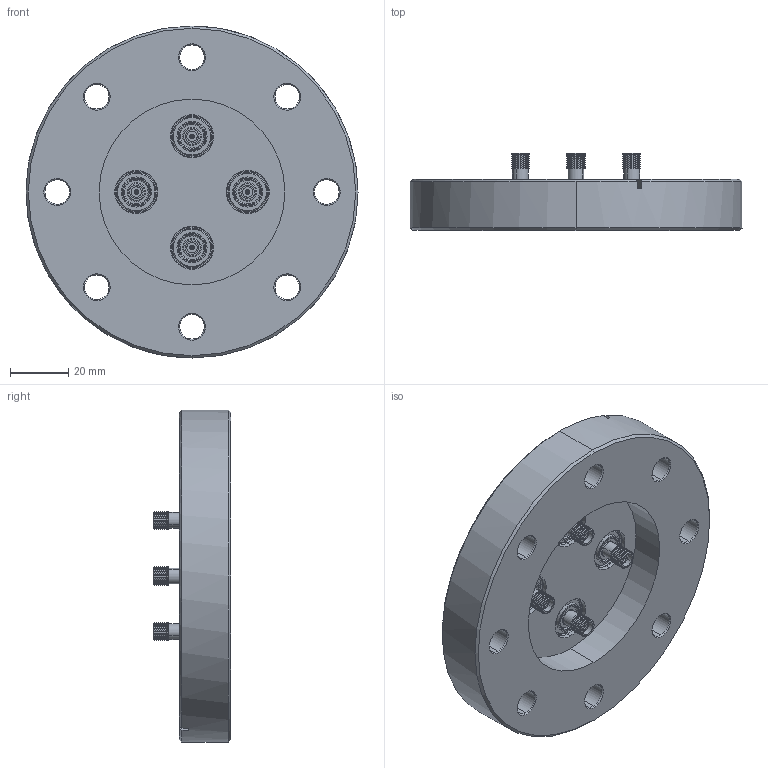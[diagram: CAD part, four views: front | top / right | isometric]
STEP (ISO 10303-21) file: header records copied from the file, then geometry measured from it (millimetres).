
FILE_DESCRIPTION (( 'STEP AP214' ), '1' );
FILE_NAME ('21364.STEP', '2021-03-26T12:19:55', ( '' ), ( '' ), 'SwSTEP 2.0', 'SolidWorks 2019', '' );
FILE_SCHEMA (( 'AUTOMOTIVE_DESIGN' ));
Length unit declared in the file: inch
Products named in the file (15): 14823_01; 21355_01; 14820_03; 14917_01; 21364; 15085_01; 15263_03; 13330_12A; 15250_01
Assembly tree (37 placements, depth 4):
  21364
    21355_01
    15263_03
      14820_03
        15250_01
        13330_12A
        14823_01
      14917_01  x2
      15085_01  x2
    15263_03
      14820_03
        15250_01
        13330_12A
        14823_01
      14917_01  x2
      15085_01  x2
    15263_03
      14820_03
        15250_01
        13330_12A
        14823_01
      14917_01  x2
      15085_01  x2
    15263_03
      14820_03
        15250_01
        13330_12A
        14823_01
      14917_01  x2
      15085_01  x2
Bounding box: 113.54 x 26.34 x 113.54 mm (x, y, z)
Volume: 125957.9 mm3; surface area: 40382.2 mm2
Topology: 29 solids, 29 shells, 1158 faces, 2438 edges, 1407 vertices
Faces by surface type: cylinder 530, cone 351, plane 197, torus 80
Entity records: 8640 total; most frequent: DIRECTION 1656, CARTESIAN_POINT 1360, ORIENTED_EDGE 1240, AXIS2_PLACEMENT_3D 712, EDGE_CURVE 620, CIRCLE 376, VERTEX_POINT 368, EDGE_LOOP 344
